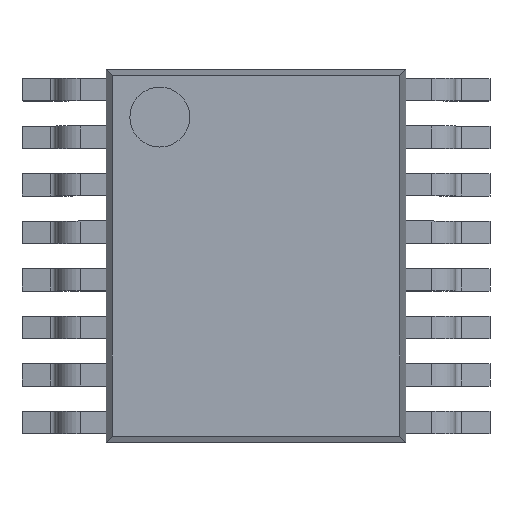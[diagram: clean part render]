
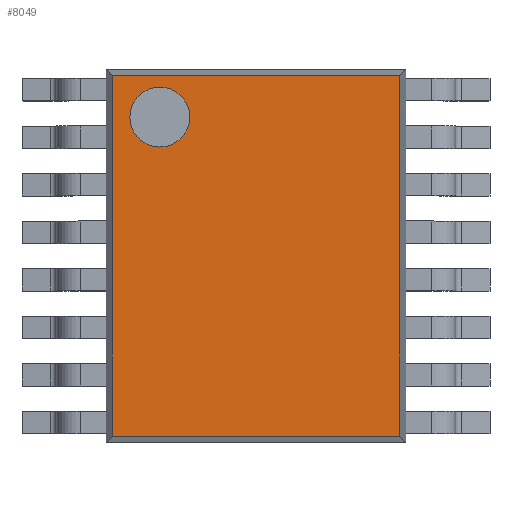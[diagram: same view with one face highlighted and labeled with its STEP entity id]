
A CAD part, top view. The second image highlights one B-rep face of the part: STEP entity #8049.
In plain terms, the highlighted planar face has unit normal (0, 0, 1).
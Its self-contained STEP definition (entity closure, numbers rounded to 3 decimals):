
#7670=CARTESIAN_POINT('',(-0.885,1.855,1.75));
#7671=VERTEX_POINT('',#7670);
#7680=CARTESIAN_POINT('',(-1.685,1.855,1.75));
#7681=VERTEX_POINT('',#7680);
#7682=CARTESIAN_POINT('',(-1.285,1.855,1.75));
#7683=DIRECTION('',(0.0,0.0,-1.0));
#7684=DIRECTION('',(1.0,0.0,0.0));
#7685=AXIS2_PLACEMENT_3D('',#7682,#7683,#7684);
#7686=CIRCLE('',#7685,0.4);
#7687=EDGE_CURVE('',#7681,#7671,#7686,.T.);
#7916=CARTESIAN_POINT('',(1.918,2.408,1.75));
#7917=VERTEX_POINT('',#7916);
#7924=CARTESIAN_POINT('',(1.918,-2.408,1.75));
#7925=VERTEX_POINT('',#7924);
#7926=CARTESIAN_POINT('',(1.918,-2.408,1.75));
#7927=DIRECTION('',(0.0,1.0,0.0));
#7928=VECTOR('',#7927,4.815);
#7929=LINE('',#7926,#7928);
#7930=EDGE_CURVE('',#7925,#7917,#7929,.T.);
#7948=CARTESIAN_POINT('',(-1.918,-2.408,1.75));
#7949=VERTEX_POINT('',#7948);
#7950=CARTESIAN_POINT('',(-1.918,-2.408,1.75));
#7951=DIRECTION('',(1.0,0.0,0.0));
#7952=VECTOR('',#7951,3.835);
#7953=LINE('',#7950,#7952);
#7954=EDGE_CURVE('',#7925,#7949,#7953,.F.);
#7976=CARTESIAN_POINT('',(-1.918,2.408,1.75));
#7977=VERTEX_POINT('',#7976);
#7986=CARTESIAN_POINT('',(-1.918,2.408,1.75));
#7987=DIRECTION('',(0.0,-1.0,0.0));
#7988=VECTOR('',#7987,4.815);
#7989=LINE('',#7986,#7988);
#7990=EDGE_CURVE('',#7949,#7977,#7989,.F.);
#8009=CARTESIAN_POINT('',(-1.285,1.855,1.75));
#8010=DIRECTION('',(0.0,0.0,-1.0));
#8011=DIRECTION('',(1.0,0.0,0.0));
#8012=AXIS2_PLACEMENT_3D('',#8009,#8010,#8011);
#8013=CIRCLE('',#8012,0.4);
#8014=EDGE_CURVE('',#7671,#7681,#8013,.T.);
#8029=CARTESIAN_POINT('',(1.92,-2.49,1.75));
#8030=DIRECTION('',(0.0,0.0,1.0));
#8031=DIRECTION('',(1.0,0.0,0.0));
#8032=AXIS2_PLACEMENT_3D('',#8029,#8030,#8031);
#8033=PLANE('',#8032);
#8034=CARTESIAN_POINT('',(1.918,2.408,1.75));
#8035=DIRECTION('',(-1.0,0.0,0.0));
#8036=VECTOR('',#8035,3.835);
#8037=LINE('',#8034,#8036);
#8038=EDGE_CURVE('',#7977,#7917,#8037,.F.);
#8039=ORIENTED_EDGE('',*,*,#8038,.F.);
#8040=ORIENTED_EDGE('',*,*,#7990,.F.);
#8041=ORIENTED_EDGE('',*,*,#7954,.F.);
#8042=ORIENTED_EDGE('',*,*,#7930,.T.);
#8043=EDGE_LOOP('',(#8039,#8040,#8041,#8042));
#8044=FACE_OUTER_BOUND('',#8043,.T.);
#8045=ORIENTED_EDGE('',*,*,#8014,.T.);
#8046=ORIENTED_EDGE('',*,*,#7687,.T.);
#8047=EDGE_LOOP('',(#8045,#8046));
#8048=FACE_BOUND('',#8047,.T.);
#8049=ADVANCED_FACE('',(#8044,#8048),#8033,.T.);
